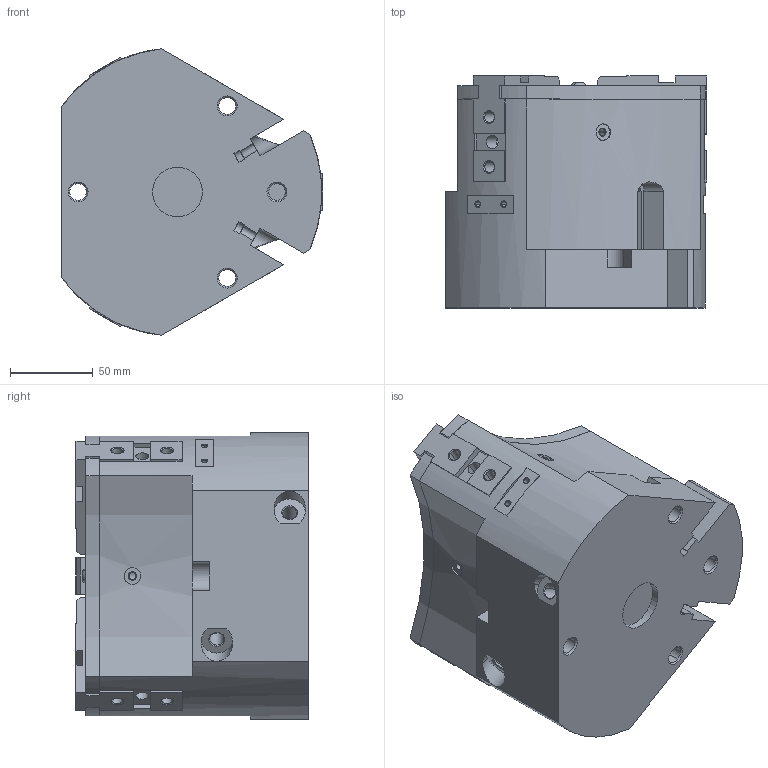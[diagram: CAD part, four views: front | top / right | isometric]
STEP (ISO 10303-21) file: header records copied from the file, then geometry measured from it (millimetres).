
FILE_DESCRIPTION( ( '' ), '1' );
FILE_NAME( 'ope175_3s_oe676pgs_0_2_14a.stp', '2010-10-25T13:19:34', ( '' ), ( '' ), ' ', ' ', ' ' );
FILE_SCHEMA( ( 'automotive_design' ) );
Length unit declared in the file: millimetre
Products named in the file (4): 1; 2; 3; 4
Bounding box: 157.5 x 140 x 172.91 mm (x, y, z)
Volume: 2081733 mm3; surface area: 228719.7 mm2
Topology: 4 solids, 4 shells, 438 faces, 1131 edges, 696 vertices
Faces by surface type: plane 209, cylinder 121, cone 102, torus 6
Entity records: 25865 total; most frequent: CARTESIAN_POINT 2683, DIRECTION 2277, STYLED_ITEM 2221, PRESENTATION_STYLE_ASSIGNMENT 2221, COLOUR_RGB 2221, ORIENTED_EDGE 2166, EDGE_CURVE 1083, CURVE_STYLE 1083
